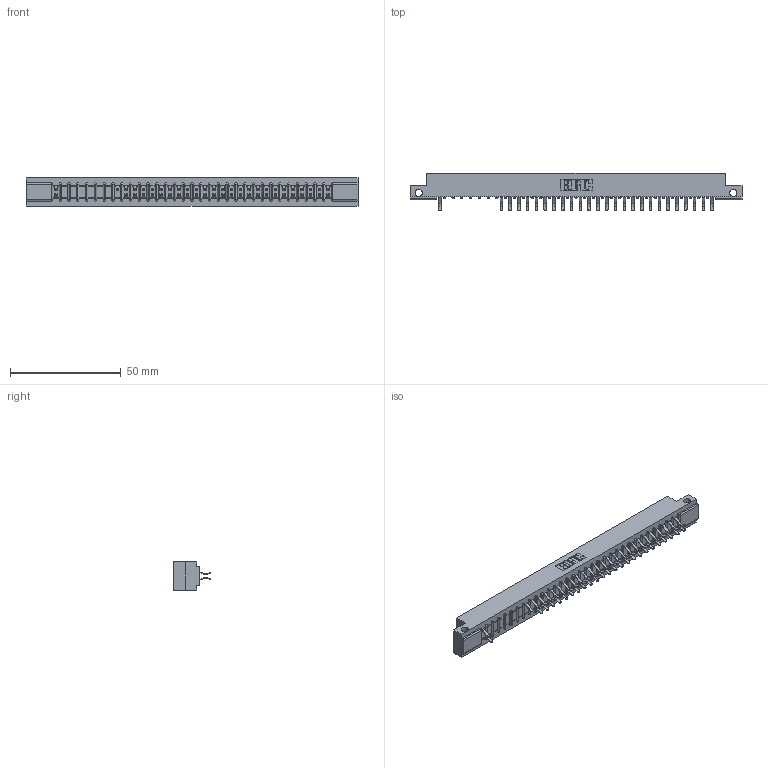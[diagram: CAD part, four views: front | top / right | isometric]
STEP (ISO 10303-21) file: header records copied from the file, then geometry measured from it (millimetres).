
FILE_DESCRIPTION (( 'STEP AP203' ), '1' );
FILE_NAME ('307-064-556-212.STEP', '2018-08-06T10:26:12', ( '' ), ( '' ), 'SwSTEP 2.0', 'SolidWorks 2016', '' );
FILE_SCHEMA (( 'CONFIG_CONTROL_DESIGN' ));
Length unit declared in the file: inch
Products named in the file (3): 307-064-556-212; 307 Part_.128 Dia Side Mounting Holes; 307-290-001_556
Assembly tree (52 placements, depth 2):
  307-064-556-212
    307 Part_.128 Dia Side Mounting Holes
    307-290-001_556  x51
Bounding box: 149.81 x 16.97 x 12.7 mm (x, y, z)
Volume: 15539.9 mm3; surface area: 17558 mm2
Topology: 52 solids, 52 shells, 2831 faces, 7981 edges, 5162 vertices
Faces by surface type: plane 1831, cylinder 934, sphere 66
Entity records: 29380 total; most frequent: CARTESIAN_POINT 4863, ORIENTED_EDGE 4830, DIRECTION 4755, EDGE_CURVE 2415, VECTOR 1847, LINE 1847, VERTEX_POINT 1562, AXIS2_PLACEMENT_3D 1454
